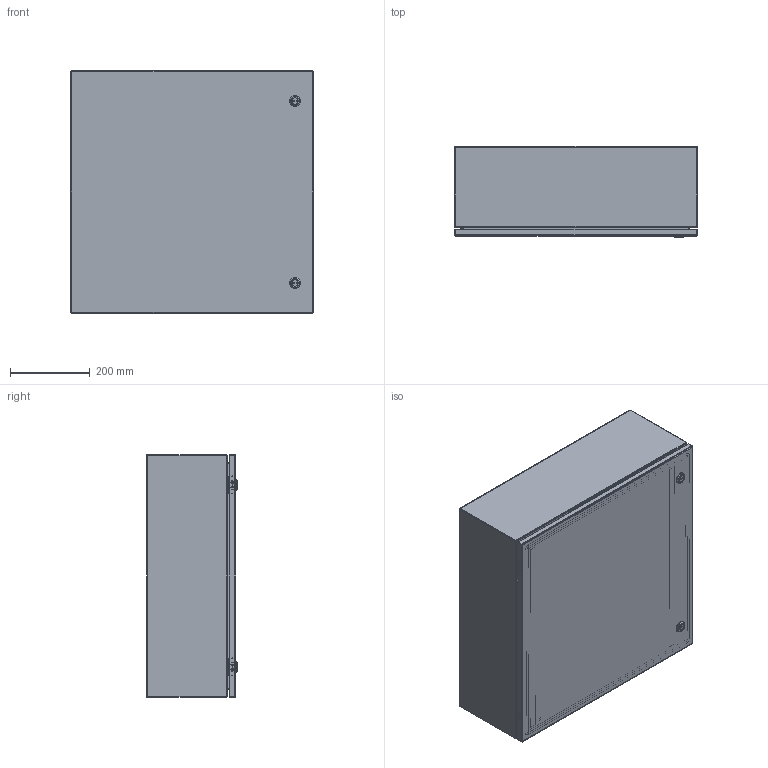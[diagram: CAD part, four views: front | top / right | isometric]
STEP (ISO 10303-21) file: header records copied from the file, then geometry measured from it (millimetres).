
FILE_DESCRIPTION (( 'STEP AP203' ), '1' );
FILE_NAME ('EN4SD24248SS_Default.step', '2019-11-14T20:56:06', ( '' ), ( '' ), 'SwSTEP 2.0', 'SolidWorks 2019', '' );
FILE_SCHEMA (( 'CONFIG_CONTROL_DESIGN' ));
Length unit declared in the file: inch
Products named in the file (1): EN4SD24248SS_Default
Bounding box: 609.6 x 228.65 x 609.6 mm (x, y, z)
Volume: 2687124 mm3; surface area: 2965508.8 mm2
Topology: 29 solids, 30 shells, 821 faces, 1947 edges, 1214 vertices
Faces by surface type: plane 414, cylinder 263, bspline 96, cone 24, torus 24
Entity records: 27132 total; most frequent: CARTESIAN_POINT 8435, ORIENTED_EDGE 3870, DIRECTION 3821, EDGE_CURVE 1935, AXIS2_PLACEMENT_3D 1340, VERTEX_POINT 1214, VECTOR 1141, LINE 1141
